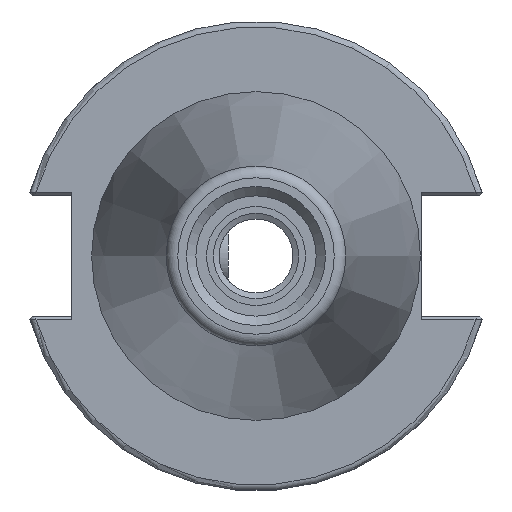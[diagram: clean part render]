
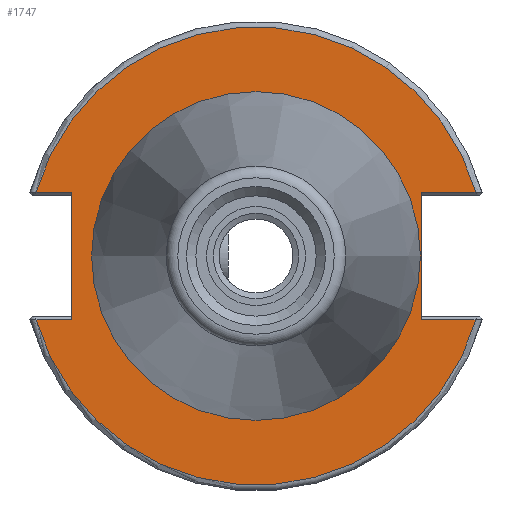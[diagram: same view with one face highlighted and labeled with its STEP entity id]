
A CAD part, left-side view. The second image highlights one B-rep face of the part: STEP entity #1747.
In plain terms, the highlighted planar face has unit normal (-1, 0, 0).
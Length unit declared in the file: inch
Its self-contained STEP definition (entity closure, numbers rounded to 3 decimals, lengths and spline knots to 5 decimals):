
#64=PLANE('',#1885);
#178=FACE_BOUND('',#384,.T.);
#277=FACE_OUTER_BOUND('',#383,.T.);
#383=EDGE_LOOP('',(#1317,#1318,#1319,#1320,#1321,#1322,#1323,#1324));
#384=EDGE_LOOP('',(#1325));
#494=LINE('',#2569,#635);
#495=LINE('',#2571,#636);
#496=LINE('',#2575,#637);
#497=LINE('',#2577,#638);
#498=LINE('',#2579,#639);
#499=LINE('',#2582,#640);
#635=VECTOR('',#2104,0.12159);
#636=VECTOR('',#2105,0.29091);
#637=VECTOR('',#2108,0.19091);
#638=VECTOR('',#2109,0.67625);
#639=VECTOR('',#2110,0.19091);
#640=VECTOR('',#2113,0.29091);
#767=CIRCLE('',#1884,0.86);
#768=CIRCLE('',#1886,1.21875);
#769=CIRCLE('',#1887,1.21875);
#831=VERTEX_POINT('',#2563);
#832=VERTEX_POINT('',#2567);
#833=VERTEX_POINT('',#2568);
#834=VERTEX_POINT('',#2570);
#835=VERTEX_POINT('',#2572);
#836=VERTEX_POINT('',#2574);
#837=VERTEX_POINT('',#2576);
#838=VERTEX_POINT('',#2578);
#839=VERTEX_POINT('',#2580);
#1012=EDGE_CURVE('',#831,#831,#767,.T.);
#1013=EDGE_CURVE('',#832,#833,#494,.T.);
#1014=EDGE_CURVE('',#833,#834,#495,.T.);
#1015=EDGE_CURVE('',#835,#834,#768,.T.);
#1016=EDGE_CURVE('',#836,#835,#496,.T.);
#1017=EDGE_CURVE('',#837,#836,#497,.T.);
#1018=EDGE_CURVE('',#838,#837,#498,.T.);
#1019=EDGE_CURVE('',#839,#838,#769,.T.);
#1020=EDGE_CURVE('',#839,#832,#499,.T.);
#1317=ORIENTED_EDGE('',*,*,#1013,.T.);
#1318=ORIENTED_EDGE('',*,*,#1014,.T.);
#1319=ORIENTED_EDGE('',*,*,#1015,.F.);
#1320=ORIENTED_EDGE('',*,*,#1016,.F.);
#1321=ORIENTED_EDGE('',*,*,#1017,.F.);
#1322=ORIENTED_EDGE('',*,*,#1018,.F.);
#1323=ORIENTED_EDGE('',*,*,#1019,.F.);
#1324=ORIENTED_EDGE('',*,*,#1020,.T.);
#1325=ORIENTED_EDGE('',*,*,#1012,.F.);
#1747=ADVANCED_FACE('',(#277,#178),#64,.T.);
#1884=AXIS2_PLACEMENT_3D('',#2565,#2100,#2101);
#1885=AXIS2_PLACEMENT_3D('',#2566,#2102,#2103);
#1886=AXIS2_PLACEMENT_3D('',#2573,#2106,#2107);
#1887=AXIS2_PLACEMENT_3D('',#2581,#2111,#2112);
#2100=DIRECTION('center_axis',(-1.,0.,0.));
#2101=DIRECTION('ref_axis',(0.,0.,1.));
#2102=DIRECTION('center_axis',(-1.,0.,0.));
#2103=DIRECTION('ref_axis',(0.,0.,1.));
#2104=DIRECTION('',(0.,0.,1.));
#2105=DIRECTION('',(0.,-1.,0.));
#2106=DIRECTION('center_axis',(1.,0.,0.));
#2107=DIRECTION('ref_axis',(0.,0.,1.));
#2108=DIRECTION('',(0.,1.,0.));
#2109=DIRECTION('',(0.,0.,1.));
#2110=DIRECTION('',(0.,-1.,0.));
#2111=DIRECTION('center_axis',(1.,0.,0.));
#2112=DIRECTION('ref_axis',(0.,0.,-1.));
#2113=DIRECTION('',(0.,1.,0.));
#2563=CARTESIAN_POINT('',(0.125,0.,-0.86));
#2565=CARTESIAN_POINT('Origin',(0.125,0.,0.));
#2566=CARTESIAN_POINT('Origin',(0.125,-0.875,0.));
#2567=CARTESIAN_POINT('',(0.125,-0.88,-0.33813));
#2568=CARTESIAN_POINT('',(0.125,-0.88,0.33813));
#2569=CARTESIAN_POINT('',(0.125,-0.88,0.));
#2570=CARTESIAN_POINT('',(0.125,-1.17091,0.33813));
#2571=CARTESIAN_POINT('',(0.125,-0.9025,0.33813));
#2572=CARTESIAN_POINT('',(0.125,1.17091,0.33813));
#2573=CARTESIAN_POINT('Origin',(0.125,0.,0.));
#2574=CARTESIAN_POINT('',(0.125,0.98,0.33813));
#2575=CARTESIAN_POINT('',(0.125,0.0275,0.33813));
#2576=CARTESIAN_POINT('',(0.125,0.98,-0.33813));
#2577=CARTESIAN_POINT('',(0.125,0.98,-0.33813));
#2578=CARTESIAN_POINT('',(0.125,1.17091,-0.33813));
#2579=CARTESIAN_POINT('',(0.125,0.2775,-0.33813));
#2580=CARTESIAN_POINT('',(0.125,-1.17091,-0.33813));
#2581=CARTESIAN_POINT('Origin',(0.125,0.,0.));
#2582=CARTESIAN_POINT('',(0.125,-0.9025,-0.33813));
